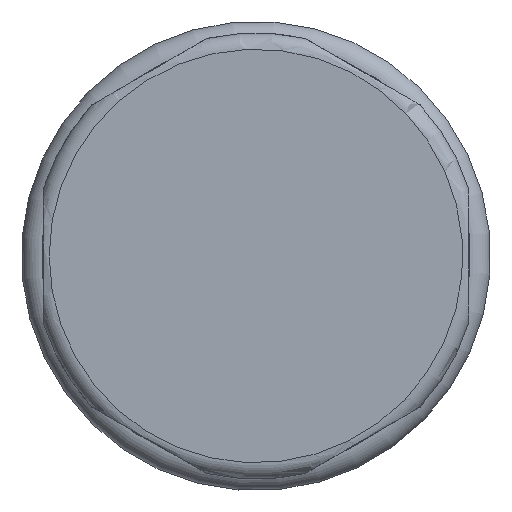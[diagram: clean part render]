
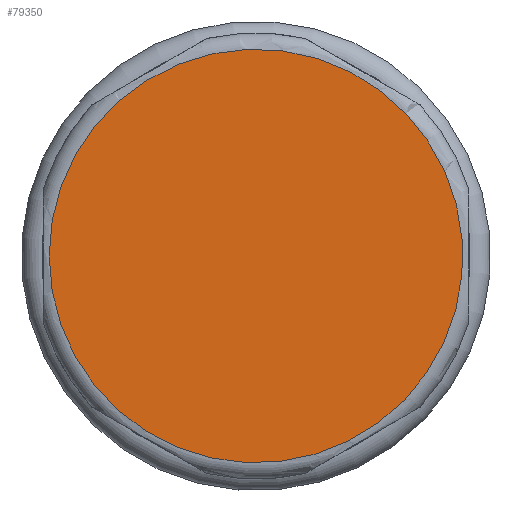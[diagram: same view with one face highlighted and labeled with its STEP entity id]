
A CAD part, left-side view. The second image highlights one B-rep face of the part: STEP entity #79350.
In plain terms, the highlighted planar face has unit normal (-1, 0, 0).
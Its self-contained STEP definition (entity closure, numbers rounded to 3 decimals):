
#79334=CARTESIAN_POINT('',(0.,8.75,0.0));
#79335=DIRECTION('',(-1.0,0.0,0.0));
#79336=DIRECTION('',(0.0,0.0,1.0));
#79337=AXIS2_PLACEMENT_3D('',#79334,#79335,#79336);
#79338=PLANE('',#79337);
#79339=CARTESIAN_POINT('',(0.,10.2,0.0));
#79340=VERTEX_POINT('',#79339);
#79341=CARTESIAN_POINT('',(0.,0.0,0.0));
#79342=DIRECTION('',(1.0,0.0,0.0));
#79343=DIRECTION('',(0.0,-1.0,0.0));
#79344=AXIS2_PLACEMENT_3D('',#79341,#79342,#79343);
#79345=CIRCLE('',#79344,10.2);
#79346=EDGE_CURVE('',#79340,#79340,#79345,.T.);
#79347=ORIENTED_EDGE('',*,*,#79346,.F.);
#79348=EDGE_LOOP('',(#79347));
#79349=FACE_OUTER_BOUND('',#79348,.T.);
#79350=ADVANCED_FACE('',(#79349),#79338,.T.);
